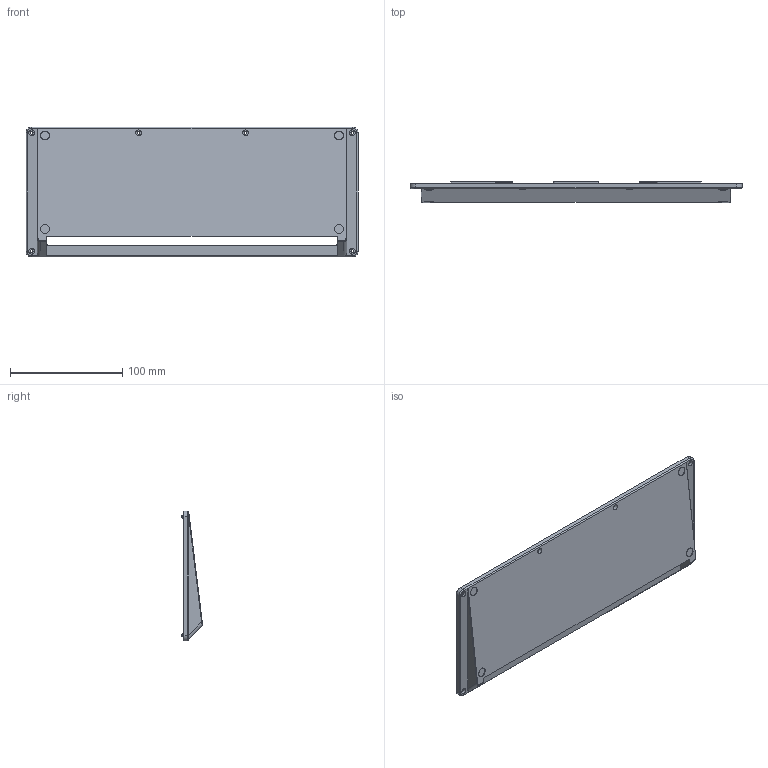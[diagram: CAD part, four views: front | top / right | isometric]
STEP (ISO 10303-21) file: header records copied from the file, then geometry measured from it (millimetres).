
FILE_DESCRIPTION(/* description */ (''),/* implementation_level */ '2;1');
FILE_NAME(/* name */ 'Bot.step',/* time_stamp */ '2021-08-11T17:33:56+07:00',/* author */ (''),/* organization */ (''),/* preprocessor_version */ 'ST-DEVELOPER v18.1',/* originating_system */ 'Autodesk Translation Framework v10.9.0.1377',/* authorisation */ '');
FILE_SCHEMA (('AUTOMOTIVE_DESIGN { 1 0 10303 214 3 1 1 }'));
Length unit declared in the file: millimetre
Products named in the file (1): Bot
Bounding box: 296.25 x 18.78 x 115.75 mm (x, y, z)
Volume: 237107 mm3; surface area: 76541 mm2
Topology: 1 solids, 1 shells, 149 faces, 345 edges, 216 vertices
Faces by surface type: plane 75, cylinder 54, cone 12, torus 4, bspline 4
Full cylindrical faces by diameter (mm): 2.075 x4, 2.5 x6, 5 x6, 8 x4
Entity records: 4348 total; most frequent: CARTESIAN_POINT 813, DIRECTION 752, ORIENTED_EDGE 690, EDGE_CURVE 345, AXIS2_PLACEMENT_3D 269, VERTEX_POINT 216, LINE 214, VECTOR 214
